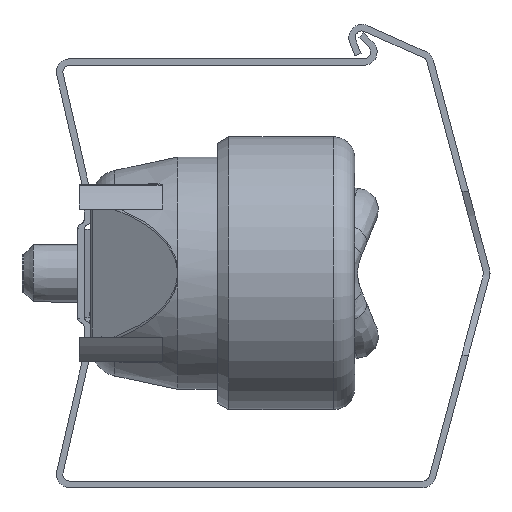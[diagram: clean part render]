
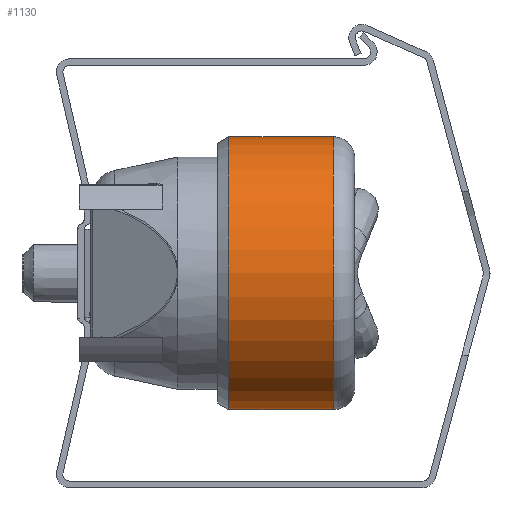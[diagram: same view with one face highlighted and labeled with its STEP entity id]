
A CAD part, left-side view. The second image highlights one B-rep face of the part: STEP entity #1130.
In plain terms, the highlighted cylindrical face has radius 10.592 mm (diameter 21.184 mm), a partial arc.
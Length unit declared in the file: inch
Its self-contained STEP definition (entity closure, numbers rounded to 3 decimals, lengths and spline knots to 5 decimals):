
#738 = DIRECTION ( 'NONE',  ( 0., -1., 0. ) ) ;
#818 = CARTESIAN_POINT ( 'NONE',  ( 0., 0.10318, -0.417 ) ) ;
#927 = CIRCLE ( 'NONE', #3910, 0.417 ) ;
#1035 = ORIENTED_EDGE ( 'NONE', *, *, #2657, .F. ) ;
#1130 = ADVANCED_FACE ( 'NONE', ( #12896 ), #11376, .T. ) ;
#1368 = EDGE_CURVE ( 'NONE', #8154, #7910, #7102, .T. ) ;
#1917 = DIRECTION ( 'NONE',  ( 0., -1., 0. ) ) ;
#2327 = ORIENTED_EDGE ( 'NONE', *, *, #14563, .T. ) ;
#2546 = VERTEX_POINT ( 'NONE', #8832 ) ;
#2657 = EDGE_CURVE ( 'NONE', #7910, #2546, #927, .T. ) ;
#3293 = VECTOR ( 'NONE', #9527, 39.37008 ) ;
#3910 = AXIS2_PLACEMENT_3D ( 'NONE', #7797, #738, #8999 ) ;
#3959 = VECTOR ( 'NONE', #1917, 39.37008 ) ;
#4421 = CARTESIAN_POINT ( 'NONE',  ( 0., 0.10318, 0. ) ) ;
#4675 = CARTESIAN_POINT ( 'NONE',  ( 0., 0.13728, 0. ) ) ;
#4832 = EDGE_CURVE ( 'NONE', #8154, #8857, #7609, .T. ) ;
#5229 = CARTESIAN_POINT ( 'NONE',  ( 0., -0.21672, 0.417 ) ) ;
#5623 = DIRECTION ( 'NONE',  ( 0., 0., -1. ) ) ;
#6422 = LINE ( 'NONE', #8294, #3293 ) ;
#7102 = LINE ( 'NONE', #14880, #3959 ) ;
#7609 = CIRCLE ( 'NONE', #12773, 0.417 ) ;
#7797 = CARTESIAN_POINT ( 'NONE',  ( 0., -0.21672, 0. ) ) ;
#7910 = VERTEX_POINT ( 'NONE', #5229 ) ;
#8154 = VERTEX_POINT ( 'NONE', #9539 ) ;
#8294 = CARTESIAN_POINT ( 'NONE',  ( 0., 0.13728, -0.417 ) ) ;
#8832 = CARTESIAN_POINT ( 'NONE',  ( 0., -0.21672, -0.417 ) ) ;
#8857 = VERTEX_POINT ( 'NONE', #818 ) ;
#8999 = DIRECTION ( 'NONE',  ( 0., 0., -1. ) ) ;
#9001 = ORIENTED_EDGE ( 'NONE', *, *, #4832, .T. ) ;
#9527 = DIRECTION ( 'NONE',  ( 0., -1., 0. ) ) ;
#9539 = CARTESIAN_POINT ( 'NONE',  ( 0., 0.10318, 0.417 ) ) ;
#11376 = CYLINDRICAL_SURFACE ( 'NONE', #13853, 0.417 ) ;
#11698 = ORIENTED_EDGE ( 'NONE', *, *, #1368, .F. ) ;
#12214 = EDGE_LOOP ( 'NONE', ( #11698, #9001, #2327, #1035 ) ) ;
#12729 = DIRECTION ( 'NONE',  ( 0., -1., 0. ) ) ;
#12773 = AXIS2_PLACEMENT_3D ( 'NONE', #4421, #12729, #5623 ) ;
#12896 = FACE_OUTER_BOUND ( 'NONE', #12214, .T. ) ;
#12982 = DIRECTION ( 'NONE',  ( 0., 0., -1. ) ) ;
#13853 = AXIS2_PLACEMENT_3D ( 'NONE', #4675, #15313, #12982 ) ;
#14563 = EDGE_CURVE ( 'NONE', #8857, #2546, #6422, .T. ) ;
#14880 = CARTESIAN_POINT ( 'NONE',  ( 0., 0.13728, 0.417 ) ) ;
#15313 = DIRECTION ( 'NONE',  ( 0., -1., 0. ) ) ;
